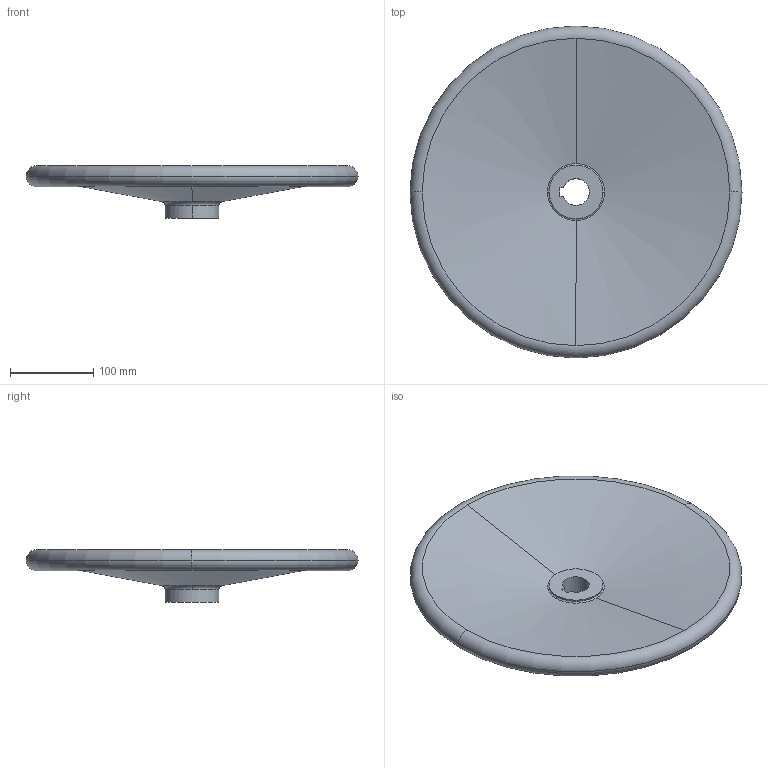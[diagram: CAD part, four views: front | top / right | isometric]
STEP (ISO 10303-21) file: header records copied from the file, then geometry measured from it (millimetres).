
FILE_DESCRIPTION(('STEP AP214'),'1');
FILE_NAME('HALDERN_EH_24570_0361.stp','2017-05-09T08:38:00',('TraceParts'),('TraceParts S.A.'),'Spatial InterOp 3D',' ',' ');
FILE_SCHEMA(('automotive_design'));
Length unit declared in the file: millimetre
Products named in the file (1): HALDERN_EH_24570_0361
Bounding box: 400 x 400 x 63 mm (x, y, z)
Volume: 2060926.6 mm3; surface area: 287310.9 mm2
Topology: 1 solids, 1 shells, 28 faces, 74 edges, 49 vertices
Faces by surface type: torus 10, cylinder 8, plane 6, cone 4
Entity records: 1147 total; most frequent: DIRECTION 185, CARTESIAN_POINT 152, ORIENTED_EDGE 148, AXIS2_PLACEMENT_3D 82, EDGE_CURVE 74, CIRCLE 53, VERTEX_POINT 49, EDGE_LOOP 31
